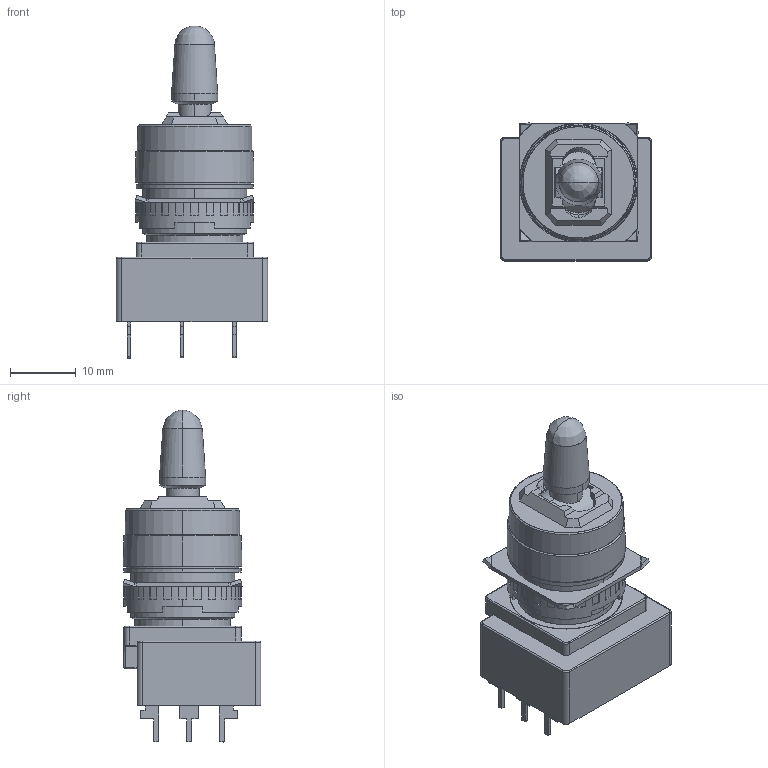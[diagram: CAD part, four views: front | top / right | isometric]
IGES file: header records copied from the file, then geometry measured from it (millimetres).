
Start section: SolidWorks IGES file using analytic representation for surfaces
Global section: file name: 107_LB1T-[2][3](3)T[3][7]V.IGS; native system: SolidWorks 2019; preprocessor: SolidWorks 2019; author: 1003660; date: 200925.100204; units: millimetre
Bounding box: 23 x 20.93 x 50.4 mm (x, y, z)
Surface area: 5213.6 mm2 (no closed solid volume)
Topology: 0 solids, 0 shells, 477 faces, 3804 edges, 3796 vertices
Faces by surface type: bspline 323, revolution 154
